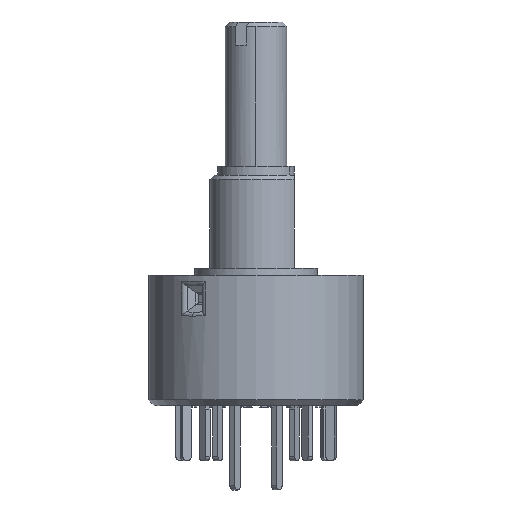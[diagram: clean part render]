
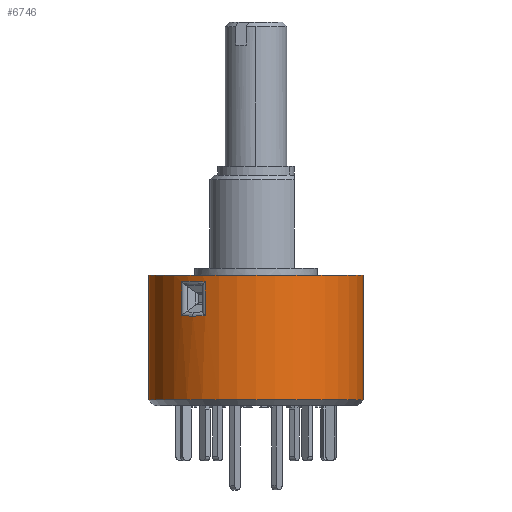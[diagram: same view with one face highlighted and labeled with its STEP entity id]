
A CAD part, left-side view. The second image highlights one B-rep face of the part: STEP entity #6746.
In plain terms, the highlighted cylindrical face has radius 7 mm (diameter 14 mm), a partial arc.
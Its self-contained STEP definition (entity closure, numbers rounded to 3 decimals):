
#229 = EDGE_CURVE ( 'NONE', #7596, #12388, #6045, .T. ) ;
#426 = CARTESIAN_POINT ( 'NONE',  ( -6.163, 3.319, -3.094 ) ) ;
#1092 = EDGE_CURVE ( 'NONE', #2897, #5098, #8275, .T. ) ;
#1614 = DIRECTION ( 'NONE',  ( 0., 1., 0. ) ) ;
#1695 = CARTESIAN_POINT ( 'NONE',  ( -5.865, 3.872, -0.841 ) ) ;
#1756 = CARTESIAN_POINT ( 'NONE',  ( -5.495, 4.381, -0.841 ) ) ;
#1775 = VECTOR ( 'NONE', #3411, 1000. ) ;
#1983 = VERTEX_POINT ( 'NONE', #10488 ) ;
#2043 = EDGE_CURVE ( 'NONE', #7596, #5473, #12217, .T. ) ;
#2897 = VERTEX_POINT ( 'NONE', #11968 ) ;
#3043 =( BOUNDED_CURVE ( )  B_SPLINE_CURVE ( 3, ( #11783, #1756, #1695, #8071 ),
 .UNSPECIFIED., .F., .T. ) 
 B_SPLINE_CURVE_WITH_KNOTS ( ( 4, 4 ),
 ( 3.007, 3.276 ),
 .UNSPECIFIED. ) 
 CURVE ( )  GEOMETRIC_REPRESENTATION_ITEM ( )  RATIONAL_B_SPLINE_CURVE ( ( 1., 0.994, 0.994, 1. ) ) 
 REPRESENTATION_ITEM ( '' )  );
#3411 = DIRECTION ( 'NONE',  ( 0., 0., -1. ) ) ;
#3703 = VECTOR ( 'NONE', #15328, 1000. ) ;
#3788 = DIRECTION ( 'NONE',  ( 0., -1., 0. ) ) ;
#3948 = VERTEX_POINT ( 'NONE', #10246 ) ;
#4033 = CARTESIAN_POINT ( 'NONE',  ( -5.479, 4.368, -3.129 ) ) ;
#4384 = EDGE_CURVE ( 'NONE', #5098, #1983, #16065, .T. ) ;
#4883 = CIRCLE ( 'NONE', #9927, 7. ) ;
#5098 = VERTEX_POINT ( 'NONE', #9204 ) ;
#5101 = CARTESIAN_POINT ( 'NONE',  ( 0., 0., -8.574 ) ) ;
#5473 = VERTEX_POINT ( 'NONE', #6104 ) ;
#5877 = LINE ( 'NONE', #14021, #3703 ) ;
#5983 = AXIS2_PLACEMENT_3D ( 'NONE', #7888, #7936, #1614 ) ;
#6045 = CIRCLE ( 'NONE', #15152, 7. ) ;
#6104 = CARTESIAN_POINT ( 'NONE',  ( 0., 7., -8.574 ) ) ;
#6550 = CARTESIAN_POINT ( 'NONE',  ( -5.663, 4.114, -3.129 ) ) ;
#6733 = DIRECTION ( 'NONE',  ( 0., 0., 1. ) ) ;
#6746 = ADVANCED_FACE ( 'NONE', ( #13246, #11292 ), #9960, .T. ) ;
#7596 = VERTEX_POINT ( 'NONE', #11035 ) ;
#7666 = LINE ( 'NONE', #9711, #1775 ) ;
#7788 = CARTESIAN_POINT ( 'NONE',  ( -5.061, 4.836, -3.094 ) ) ;
#7888 = CARTESIAN_POINT ( 'NONE',  ( 0., 0., -0.45 ) ) ;
#7936 = DIRECTION ( 'NONE',  ( 0., 0., -1. ) ) ;
#7983 = ORIENTED_EDGE ( 'NONE', *, *, #8541, .T. ) ;
#8001 = CARTESIAN_POINT ( 'NONE',  ( -6.163, 3.319, -0.888 ) ) ;
#8036 = ORIENTED_EDGE ( 'NONE', *, *, #2043, .T. ) ;
#8054 = ORIENTED_EDGE ( 'NONE', *, *, #11268, .F. ) ;
#8071 = CARTESIAN_POINT ( 'NONE',  ( -6.163, 3.319, -0.888 ) ) ;
#8074 = VERTEX_POINT ( 'NONE', #10872 ) ;
#8118 = LINE ( 'NONE', #13644, #8689 ) ;
#8275 =( BOUNDED_CURVE ( )  B_SPLINE_CURVE ( 3, ( #426, #12965, #10386, #15421 ),
 .UNSPECIFIED., .F., .F. ) 
 B_SPLINE_CURVE_WITH_KNOTS ( ( 4, 4 ),
 ( 6.149, 6.283 ),
 .UNSPECIFIED. ) 
 CURVE ( )  GEOMETRIC_REPRESENTATION_ITEM ( )  RATIONAL_B_SPLINE_CURVE ( ( 1., 0.998, 0.998, 1. ) ) 
 REPRESENTATION_ITEM ( '' )  );
#8541 = EDGE_CURVE ( 'NONE', #3948, #9337, #3043, .T. ) ;
#8689 = VECTOR ( 'NONE', #8729, 1000. ) ;
#8729 = DIRECTION ( 'NONE',  ( 0., 0., 1. ) ) ;
#8897 = CARTESIAN_POINT ( 'NONE',  ( 0., -7., -0.45 ) ) ;
#8961 = VECTOR ( 'NONE', #12616, 1000. ) ;
#9204 = CARTESIAN_POINT ( 'NONE',  ( -5.663, 4.114, -3.129 ) ) ;
#9248 = ORIENTED_EDGE ( 'NONE', *, *, #229, .F. ) ;
#9337 = VERTEX_POINT ( 'NONE', #8001 ) ;
#9711 = CARTESIAN_POINT ( 'NONE',  ( 0., -7., -0.45 ) ) ;
#9927 = AXIS2_PLACEMENT_3D ( 'NONE', #5101, #13856, #3788 ) ;
#9945 = EDGE_CURVE ( 'NONE', #1983, #3948, #8118, .T. ) ;
#9960 = CYLINDRICAL_SURFACE ( 'NONE', #5983, 7. ) ;
#10122 = CARTESIAN_POINT ( 'NONE',  ( 0., 7., -0.45 ) ) ;
#10246 = CARTESIAN_POINT ( 'NONE',  ( -5.061, 4.836, -0.888 ) ) ;
#10386 = CARTESIAN_POINT ( 'NONE',  ( -5.848, 3.861, -3.129 ) ) ;
#10488 = CARTESIAN_POINT ( 'NONE',  ( -5.061, 4.836, -3.094 ) ) ;
#10508 = CARTESIAN_POINT ( 'NONE',  ( 0., 0., -0.45 ) ) ;
#10872 = CARTESIAN_POINT ( 'NONE',  ( 0., -7., -8.574 ) ) ;
#11035 = CARTESIAN_POINT ( 'NONE',  ( 0., 7., -0.45 ) ) ;
#11268 = EDGE_CURVE ( 'NONE', #12388, #8074, #7666, .T. ) ;
#11292 = FACE_BOUND ( 'NONE', #13492, .T. ) ;
#11452 = CARTESIAN_POINT ( 'NONE',  ( -5.278, 4.609, -3.117 ) ) ;
#11783 = CARTESIAN_POINT ( 'NONE',  ( -5.061, 4.836, -0.888 ) ) ;
#11968 = CARTESIAN_POINT ( 'NONE',  ( -6.163, 3.319, -3.094 ) ) ;
#12217 = LINE ( 'NONE', #10122, #8961 ) ;
#12339 = ORIENTED_EDGE ( 'NONE', *, *, #9945, .T. ) ;
#12388 = VERTEX_POINT ( 'NONE', #8897 ) ;
#12616 = DIRECTION ( 'NONE',  ( 0., 0., -1. ) ) ;
#12739 = DIRECTION ( 'NONE',  ( 0., -1., 0. ) ) ;
#12951 = EDGE_CURVE ( 'NONE', #9337, #2897, #5877, .T. ) ;
#12965 = CARTESIAN_POINT ( 'NONE',  ( -6.015, 3.595, -3.117 ) ) ;
#13180 = EDGE_CURVE ( 'NONE', #5473, #8074, #4883, .T. ) ;
#13246 = FACE_OUTER_BOUND ( 'NONE', #14048, .T. ) ;
#13492 = EDGE_LOOP ( 'NONE', ( #15537, #14468, #12339, #7983, #14675 ) ) ;
#13644 = CARTESIAN_POINT ( 'NONE',  ( -5.061, 4.836, -0.45 ) ) ;
#13856 = DIRECTION ( 'NONE',  ( 0., 0., 1. ) ) ;
#14021 = CARTESIAN_POINT ( 'NONE',  ( -6.163, 3.319, -0.45 ) ) ;
#14048 = EDGE_LOOP ( 'NONE', ( #8054, #9248, #8036, #14351 ) ) ;
#14351 = ORIENTED_EDGE ( 'NONE', *, *, #13180, .T. ) ;
#14468 = ORIENTED_EDGE ( 'NONE', *, *, #4384, .T. ) ;
#14675 = ORIENTED_EDGE ( 'NONE', *, *, #12951, .T. ) ;
#15152 = AXIS2_PLACEMENT_3D ( 'NONE', #10508, #6733, #12739 ) ;
#15328 = DIRECTION ( 'NONE',  ( 0., 0., -1. ) ) ;
#15421 = CARTESIAN_POINT ( 'NONE',  ( -5.663, 4.114, -3.129 ) ) ;
#15537 = ORIENTED_EDGE ( 'NONE', *, *, #1092, .T. ) ;
#16065 =( BOUNDED_CURVE ( )  B_SPLINE_CURVE ( 3, ( #6550, #4033, #11452, #7788 ),
 .UNSPECIFIED., .F., .F. ) 
 B_SPLINE_CURVE_WITH_KNOTS ( ( 4, 4 ),
 ( 0., 0.134 ),
 .UNSPECIFIED. ) 
 CURVE ( )  GEOMETRIC_REPRESENTATION_ITEM ( )  RATIONAL_B_SPLINE_CURVE ( ( 1., 0.998, 0.998, 1. ) ) 
 REPRESENTATION_ITEM ( '' )  );
